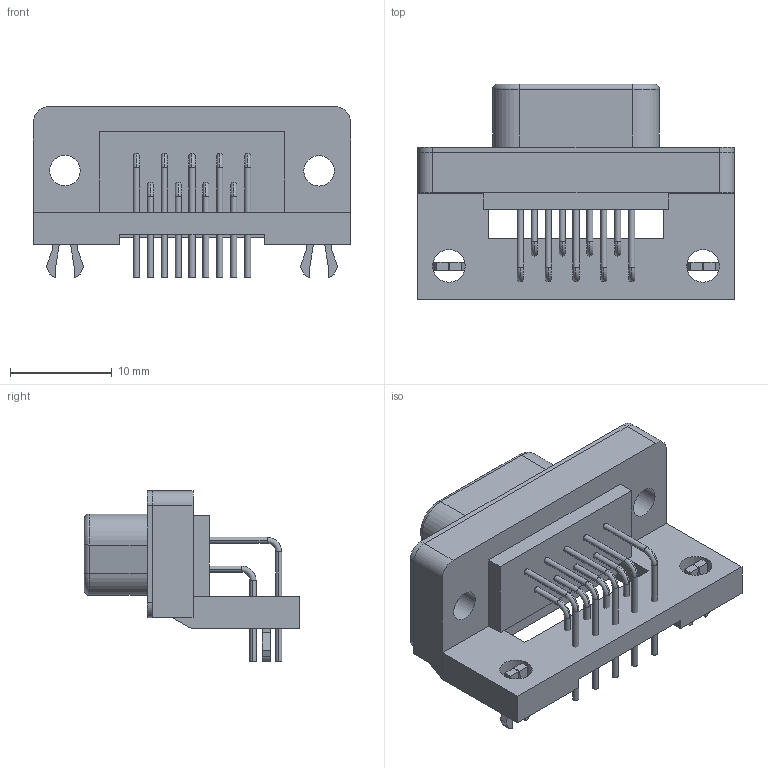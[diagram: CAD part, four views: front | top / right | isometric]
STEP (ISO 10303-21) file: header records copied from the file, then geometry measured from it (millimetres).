
FILE_DESCRIPTION((''),'2;1');
FILE_NAME('HARTING_09 66 152 6612.stp','2010-12-16T09:56:38',(''),(''),'Mechanical Desktop 2011','Mechanical Desktop 2011',', , ');
FILE_SCHEMA(('AUTOMOTIVE_DESIGN { 1 2 10303 214 1 1 1 1 }'));
Length unit declared in the file: millimetre
Products named in the file (1): Product
Bounding box: 31.2 x 21.2 x 16.8 mm (x, y, z)
Volume: 3403 mm3; surface area: 5128.1 mm2
Topology: 28 solids, 28 shells, 286 faces, 626 edges, 412 vertices
Faces by surface type: plane 130, cylinder 110, torus 22, cone 18, bspline 6
Entity records: 8016 total; most frequent: DIRECTION 1498, CARTESIAN_POINT 1343, ORIENTED_EDGE 1252, EDGE_CURVE 626, AXIS2_PLACEMENT_3D 591, VERTEX_POINT 412, EDGE_LOOP 318, VECTOR 316
